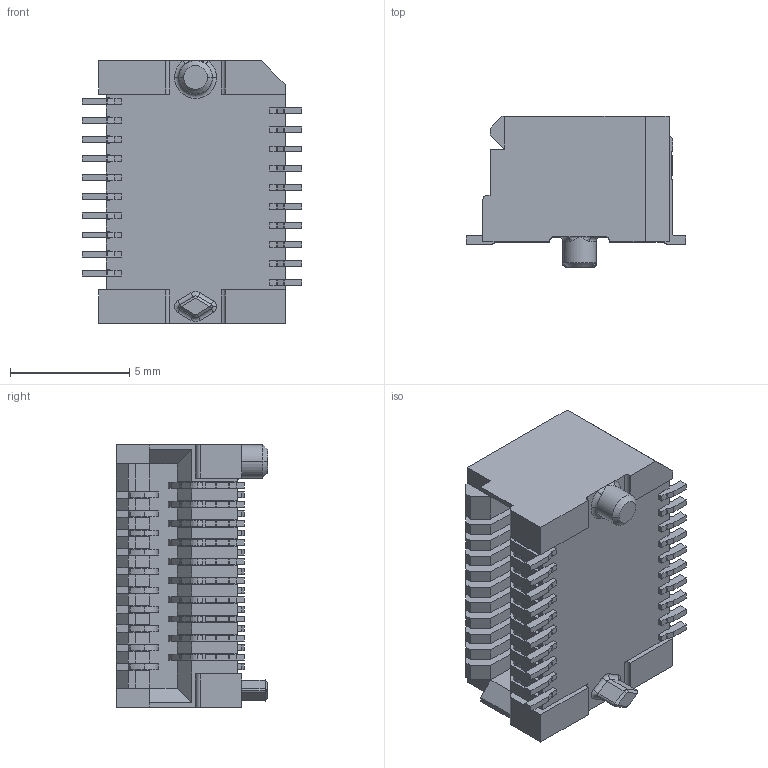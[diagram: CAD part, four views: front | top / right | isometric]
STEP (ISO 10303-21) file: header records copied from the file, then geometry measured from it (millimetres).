
FILE_DESCRIPTION (( 'STEP AP214' ), '1' );
FILE_NAME ('UE75-A20-6000T.STEP', '2023-09-14T12:33:04', ( '' ), ( '' ), 'SwSTEP 2.0', 'SolidWorks 2021', '' );
FILE_SCHEMA (( 'AUTOMOTIVE_DESIGN' ));
Length unit declared in the file: millimetre
Products named in the file (2): UE75-A20-6000T; UE75-A20-6000T_UE75-A20-6000T
Assembly tree (1 placements, depth 2):
  UE75-A20-6000T
    UE75-A20-6000T_UE75-A20-6000T
Bounding box: 9.2 x 6.33 x 11 mm (x, y, z)
Volume: 334.9 mm3; surface area: 763.4 mm2
Topology: 41 solids, 41 shells, 1024 faces, 2793 edges, 1847 vertices
Faces by surface type: plane 720, cylinder 277, bspline 12, torus 8, cone 7
Entity records: 32925 total; most frequent: CARTESIAN_POINT 6269, ORIENTED_EDGE 5576, DIRECTION 5311, EDGE_CURVE 2788, LINE 2133, VECTOR 2133, VERTEX_POINT 1847, AXIS2_PLACEMENT_3D 1589
